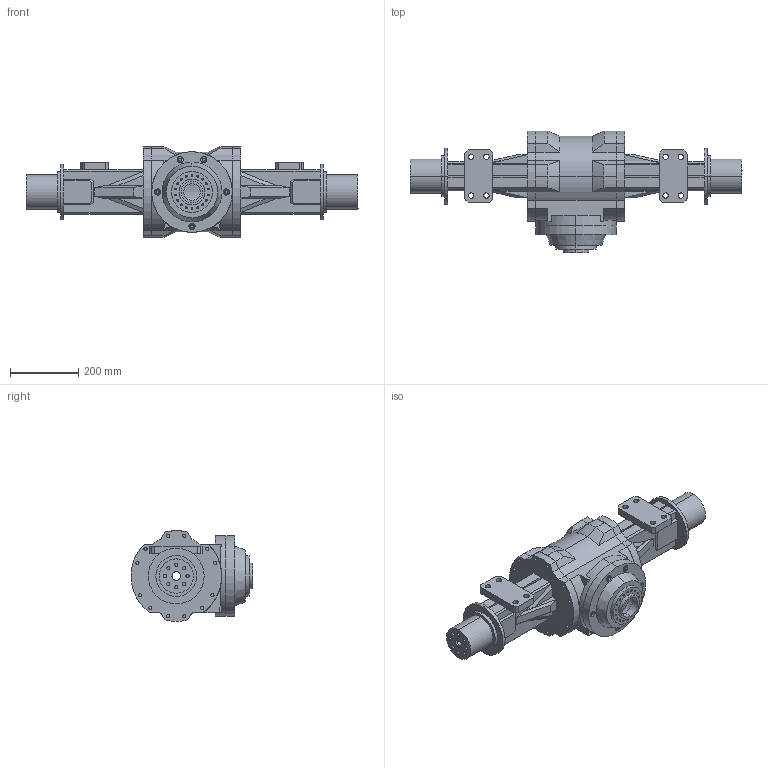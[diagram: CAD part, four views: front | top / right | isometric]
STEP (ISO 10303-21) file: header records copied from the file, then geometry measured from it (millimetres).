
FILE_DESCRIPTION (( 'STEP AP203' ), '1' );
FILE_NAME ('RearAxle_Primary.STEP', '2023-07-27T05:57:11', ( '' ), ( '' ), 'SwSTEP 2.0', 'SolidWorks 2021', '' );
FILE_SCHEMA (( 'CONFIG_CONTROL_DESIGN' ));
Length unit declared in the file: centimetre
Products named in the file (10): Axle Case _1_-1; Differential Gears _1_-1; Part 3-4; Rear Axle Assembly _1_; RearAxle_Primary; Part 66-1; Part 61; Gearbox _1_; Part 4-4; Part 62
Assembly tree (9 placements, depth 4):
  RearAxle_Primary
    Rear Axle Assembly _1_
      Gearbox _1_
        Part 66-1
      Axle Case _1_-1
        Part 3-4
        Part 4-4
      Differential Gears _1_-1
        Part 62
        Part 61
Bounding box: 976.26 x 358.34 x 266.75 mm (x, y, z)
Volume: 12273312.7 mm3; surface area: 1672396.4 mm2
Topology: 5 solids, 5 shells, 720 faces, 1757 edges, 1160 vertices
Faces by surface type: cylinder 350, plane 336, cone 34
Entity records: 23055 total; most frequent: CARTESIAN_POINT 4133, DIRECTION 3947, ORIENTED_EDGE 3514, EDGE_CURVE 1757, AXIS2_PLACEMENT_3D 1482, VERTEX_POINT 1160, VECTOR 983, LINE 983
